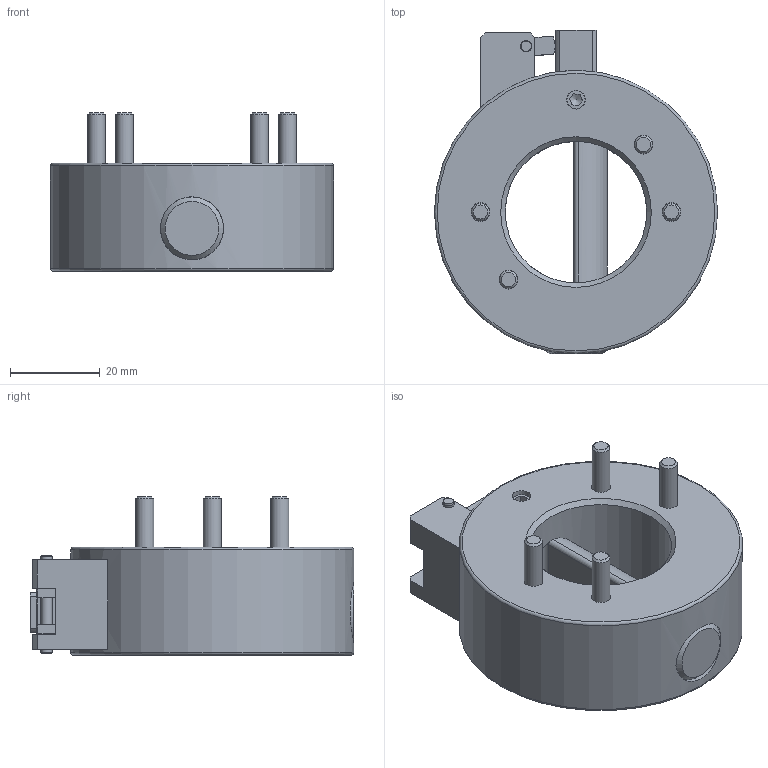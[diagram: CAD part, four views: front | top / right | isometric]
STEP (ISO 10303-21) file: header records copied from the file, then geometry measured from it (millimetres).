
FILE_DESCRIPTION(/* description */ (''),/* implementation_level */ '2;1');
FILE_NAME(/* name */ 'Schnellwechselsystem_Unten.step',/* time_stamp */ '2025-11-26T19:00:39+01:00',/* author */ ('marku'),/* organization */ (''),/* preprocessor_version */ 'ST-DEVELOPER v20.1',/* originating_system */ 'Autodesk Inventor 2026',/* authorisation */ '');
FILE_SCHEMA (('AUTOMOTIVE_DESIGN { 1 0 10303 214 3 1 1 }'));
Length unit declared in the file: millimetre
Products named in the file (10): SW063-Rohling-IAM; SWS063-Rohling; SWS063-Sicher-Schanier; SWS063-Sicher-Bolzen; SWS063-Sicher-Stift; SWS063-Halbbolzen; Kopie von ISO 4762 - M3 x 10; DIN 915 - M5 x 8; DIN 125 - A 4,3; Kopie von ISO 4762 - M4 x 30
Assembly tree (16 placements, depth 2):
  SW063-Rohling-IAM
    SWS063-Rohling
    SWS063-Sicher-Schanier
    SWS063-Sicher-Bolzen
    SWS063-Sicher-Stift
    SWS063-Halbbolzen
    Kopie von ISO 4762 - M3 x 10  x2
    DIN 915 - M5 x 8
    DIN 125 - A 4,3  x4
    Kopie von ISO 4762 - M4 x 30  x4
Bounding box: 63 x 72 x 35.2 mm (x, y, z)
Volume: 60577.5 mm3; surface area: 22880.3 mm2
Topology: 16 solids, 16 shells, 223 faces, 531 edges, 350 vertices
Faces by surface type: plane 122, cylinder 60, cone 21, torus 16, bspline 4
Full cylindrical faces by diameter (mm): 2.5 x7, 3 x2, 3.2 x2, 3.5 x1, 4 x4, 4.134 x1, 4.2 x4, 4.3 x4, 5 x1, 5.5 x2, 6 x2, 7 x4, 9 x4, 9.5 x4, 14 x1, 14.04 x2, 31.5 x1, 63 x1
Entity records: 5500 total; most frequent: CARTESIAN_POINT 1368, DIRECTION 791, ORIENTED_EDGE 732, EDGE_CURVE 366, AXIS2_PLACEMENT_3D 306, VERTEX_POINT 242, EDGE_LOOP 190, LINE 179
